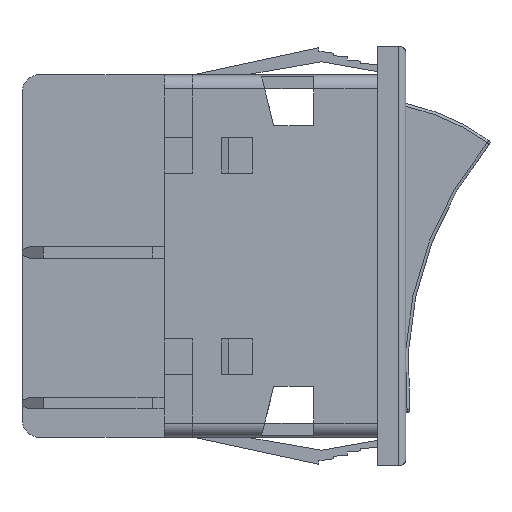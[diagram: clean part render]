
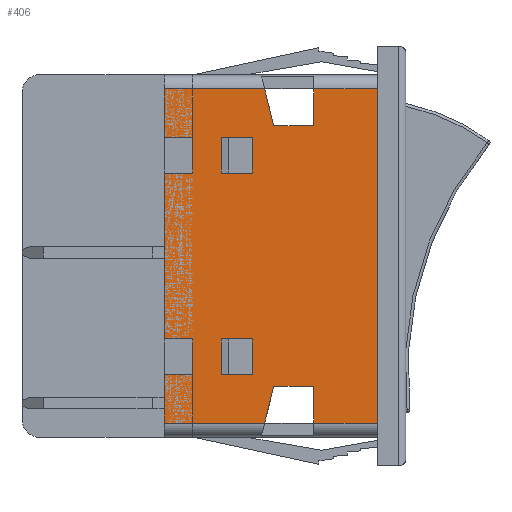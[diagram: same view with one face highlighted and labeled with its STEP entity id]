
A CAD part, front view. The second image highlights one B-rep face of the part: STEP entity #406.
In plain terms, the highlighted planar face has unit normal (0, -1, 0).
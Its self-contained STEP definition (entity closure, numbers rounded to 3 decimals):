
#406=ADVANCED_FACE('',(#788,#789,#790),#613,.F.);
#613=PLANE('',#3946);
#788=FACE_BOUND('',#817,.T.);
#789=FACE_BOUND('',#818,.T.);
#790=FACE_BOUND('',#819,.T.);
#817=EDGE_LOOP('',(#1041,#1042,#1043,#1044));
#818=EDGE_LOOP('',(#1045,#1046,#1047,#1048,#1049,#1050,#1051,#1052,#1053,
#1054,#1055,#1056,#1057,#1058,#1059,#1060,#1061,#1062,#1063,#1064));
#819=EDGE_LOOP('',(#1065,#1066,#1067,#1068));
#1041=ORIENTED_EDGE('',*,*,#2465,.T.);
#1042=ORIENTED_EDGE('',*,*,#2466,.T.);
#1043=ORIENTED_EDGE('',*,*,#2467,.T.);
#1044=ORIENTED_EDGE('',*,*,#2468,.T.);
#1045=ORIENTED_EDGE('',*,*,#2469,.T.);
#1046=ORIENTED_EDGE('',*,*,#2470,.T.);
#1047=ORIENTED_EDGE('',*,*,#2471,.T.);
#1048=ORIENTED_EDGE('',*,*,#2472,.T.);
#1049=ORIENTED_EDGE('',*,*,#2473,.T.);
#1050=ORIENTED_EDGE('',*,*,#2474,.F.);
#1051=ORIENTED_EDGE('',*,*,#2475,.F.);
#1052=ORIENTED_EDGE('',*,*,#2476,.F.);
#1053=ORIENTED_EDGE('',*,*,#2477,.T.);
#1054=ORIENTED_EDGE('',*,*,#2478,.T.);
#1055=ORIENTED_EDGE('',*,*,#2479,.F.);
#1056=ORIENTED_EDGE('',*,*,#2480,.F.);
#1057=ORIENTED_EDGE('',*,*,#2481,.F.);
#1058=ORIENTED_EDGE('',*,*,#2482,.T.);
#1059=ORIENTED_EDGE('',*,*,#2483,.T.);
#1060=ORIENTED_EDGE('',*,*,#2484,.T.);
#1061=ORIENTED_EDGE('',*,*,#2485,.T.);
#1062=ORIENTED_EDGE('',*,*,#2486,.T.);
#1063=ORIENTED_EDGE('',*,*,#2487,.T.);
#1064=ORIENTED_EDGE('',*,*,#2488,.T.);
#1065=ORIENTED_EDGE('',*,*,#2489,.F.);
#1066=ORIENTED_EDGE('',*,*,#2490,.T.);
#1067=ORIENTED_EDGE('',*,*,#2491,.F.);
#1068=ORIENTED_EDGE('',*,*,#2492,.F.);
#2113=VERTEX_POINT('',#5229);
#2114=VERTEX_POINT('',#5230);
#2115=VERTEX_POINT('',#5232);
#2116=VERTEX_POINT('',#5234);
#2117=VERTEX_POINT('',#5237);
#2118=VERTEX_POINT('',#5238);
#2119=VERTEX_POINT('',#5240);
#2120=VERTEX_POINT('',#5242);
#2121=VERTEX_POINT('',#5244);
#2122=VERTEX_POINT('',#5246);
#2123=VERTEX_POINT('',#5248);
#2124=VERTEX_POINT('',#5250);
#2125=VERTEX_POINT('',#5252);
#2126=VERTEX_POINT('',#5254);
#2127=VERTEX_POINT('',#5256);
#2128=VERTEX_POINT('',#5258);
#2129=VERTEX_POINT('',#5260);
#2130=VERTEX_POINT('',#5262);
#2131=VERTEX_POINT('',#5264);
#2132=VERTEX_POINT('',#5266);
#2133=VERTEX_POINT('',#5268);
#2134=VERTEX_POINT('',#5270);
#2135=VERTEX_POINT('',#5272);
#2136=VERTEX_POINT('',#5274);
#2137=VERTEX_POINT('',#5277);
#2138=VERTEX_POINT('',#5278);
#2139=VERTEX_POINT('',#5280);
#2140=VERTEX_POINT('',#5282);
#2465=EDGE_CURVE('',#2113,#2114,#3001,.T.);
#2466=EDGE_CURVE('',#2114,#2115,#3002,.T.);
#2467=EDGE_CURVE('',#2115,#2116,#3003,.T.);
#2468=EDGE_CURVE('',#2116,#2113,#3004,.T.);
#2469=EDGE_CURVE('',#2117,#2118,#3005,.T.);
#2470=EDGE_CURVE('',#2118,#2119,#3006,.T.);
#2471=EDGE_CURVE('',#2119,#2120,#3007,.T.);
#2472=EDGE_CURVE('',#2120,#2121,#3008,.T.);
#2473=EDGE_CURVE('',#2121,#2122,#3009,.T.);
#2474=EDGE_CURVE('',#2123,#2122,#3010,.T.);
#2475=EDGE_CURVE('',#2124,#2123,#3011,.T.);
#2476=EDGE_CURVE('',#2125,#2124,#3012,.T.);
#2477=EDGE_CURVE('',#2125,#2126,#3013,.T.);
#2478=EDGE_CURVE('',#2126,#2127,#3014,.T.);
#2479=EDGE_CURVE('',#2128,#2127,#3015,.T.);
#2480=EDGE_CURVE('',#2129,#2128,#3016,.T.);
#2481=EDGE_CURVE('',#2130,#2129,#3017,.T.);
#2482=EDGE_CURVE('',#2130,#2131,#3018,.T.);
#2483=EDGE_CURVE('',#2131,#2132,#3019,.T.);
#2484=EDGE_CURVE('',#2132,#2133,#3020,.T.);
#2485=EDGE_CURVE('',#2133,#2134,#3021,.T.);
#2486=EDGE_CURVE('',#2134,#2135,#3022,.T.);
#2487=EDGE_CURVE('',#2135,#2136,#3023,.T.);
#2488=EDGE_CURVE('',#2136,#2117,#3024,.T.);
#2489=EDGE_CURVE('',#2137,#2138,#3025,.T.);
#2490=EDGE_CURVE('',#2137,#2139,#3026,.T.);
#2491=EDGE_CURVE('',#2140,#2139,#3027,.T.);
#2492=EDGE_CURVE('',#2138,#2140,#3028,.T.);
#3001=LINE('',#5228,#3473);
#3002=LINE('',#5231,#3474);
#3003=LINE('',#5233,#3475);
#3004=LINE('',#5235,#3476);
#3005=LINE('',#5236,#3477);
#3006=LINE('',#5239,#3478);
#3007=LINE('',#5241,#3479);
#3008=LINE('',#5243,#3480);
#3009=LINE('',#5245,#3481);
#3010=LINE('',#5247,#3482);
#3011=LINE('',#5249,#3483);
#3012=LINE('',#5251,#3484);
#3013=LINE('',#5253,#3485);
#3014=LINE('',#5255,#3486);
#3015=LINE('',#5257,#3487);
#3016=LINE('',#5259,#3488);
#3017=LINE('',#5261,#3489);
#3018=LINE('',#5263,#3490);
#3019=LINE('',#5265,#3491);
#3020=LINE('',#5267,#3492);
#3021=LINE('',#5269,#3493);
#3022=LINE('',#5271,#3494);
#3023=LINE('',#5273,#3495);
#3024=LINE('',#5275,#3496);
#3025=LINE('',#5276,#3497);
#3026=LINE('',#5279,#3498);
#3027=LINE('',#5281,#3499);
#3028=LINE('',#5283,#3500);
#3473=VECTOR('',#4217,1.);
#3474=VECTOR('',#4218,1.);
#3475=VECTOR('',#4219,1.);
#3476=VECTOR('',#4220,1.);
#3477=VECTOR('',#4221,1.);
#3478=VECTOR('',#4222,1.);
#3479=VECTOR('',#4223,1.);
#3480=VECTOR('',#4224,1.);
#3481=VECTOR('',#4225,1.);
#3482=VECTOR('',#4226,1.);
#3483=VECTOR('',#4227,1.);
#3484=VECTOR('',#4228,1.);
#3485=VECTOR('',#4229,1.);
#3486=VECTOR('',#4230,1.);
#3487=VECTOR('',#4231,1.);
#3488=VECTOR('',#4232,1.);
#3489=VECTOR('',#4233,1.);
#3490=VECTOR('',#4234,1.);
#3491=VECTOR('',#4235,1.);
#3492=VECTOR('',#4236,1.);
#3493=VECTOR('',#4237,1.);
#3494=VECTOR('',#4238,1.);
#3495=VECTOR('',#4239,1.);
#3496=VECTOR('',#4240,1.);
#3497=VECTOR('',#4241,1.);
#3498=VECTOR('',#4242,1.);
#3499=VECTOR('',#4243,1.);
#3500=VECTOR('',#4244,1.);
#3946=AXIS2_PLACEMENT_3D('',#5284,#4245,#4246);
#4217=DIRECTION('',(0.,0.,1.));
#4218=DIRECTION('',(1.,0.,0.));
#4219=DIRECTION('',(0.,0.,-1.));
#4220=DIRECTION('',(-1.,0.,0.));
#4221=DIRECTION('',(0.,0.,-1.));
#4222=DIRECTION('',(1.,0.,0.));
#4223=DIRECTION('',(0.,0.,-1.));
#4224=DIRECTION('',(-1.,0.,0.));
#4225=DIRECTION('',(0.,0.,-1.));
#4226=DIRECTION('',(-1.,0.,0.));
#4227=DIRECTION('',(0.,0.,1.));
#4228=DIRECTION('',(1.,0.,0.));
#4229=DIRECTION('',(0.,0.,-1.));
#4230=DIRECTION('',(1.,0.,0.));
#4231=DIRECTION('',(-0.236,0.,-0.972));
#4232=DIRECTION('',(-1.,0.,0.));
#4233=DIRECTION('',(0.,0.,1.));
#4234=DIRECTION('',(1.,0.,0.));
#4235=DIRECTION('',(0.,0.,1.));
#4236=DIRECTION('',(-1.,0.,0.));
#4237=DIRECTION('',(0.,0.,-1.));
#4238=DIRECTION('',(-1.,0.,0.));
#4239=DIRECTION('',(-0.236,0.,0.972));
#4240=DIRECTION('',(-1.,0.,0.));
#4241=DIRECTION('',(1.,0.,0.));
#4242=DIRECTION('',(0.,0.,1.));
#4243=DIRECTION('',(-1.,0.,0.));
#4244=DIRECTION('',(0.,0.,1.));
#4245=DIRECTION('',(0.,1.,0.));
#4246=DIRECTION('',(-1.,0.,0.));
#5228=CARTESIAN_POINT('',(4.,0.,6.916));
#5229=CARTESIAN_POINT('',(4.,0.,4.416));
#5230=CARTESIAN_POINT('',(4.,0.,6.916));
#5231=CARTESIAN_POINT('',(4.5,0.,6.916));
#5232=CARTESIAN_POINT('',(6.2,0.,6.916));
#5233=CARTESIAN_POINT('',(6.2,0.,6.916));
#5234=CARTESIAN_POINT('',(6.2,0.,4.416));
#5235=CARTESIAN_POINT('',(6.2,0.,4.416));
#5236=CARTESIAN_POINT('',(0.,0.,25.5));
#5237=CARTESIAN_POINT('',(0.,0.,24.5));
#5238=CARTESIAN_POINT('',(0.,0.,21.084));
#5239=CARTESIAN_POINT('',(0.,0.,21.084));
#5240=CARTESIAN_POINT('',(2.,0.,21.084));
#5241=CARTESIAN_POINT('',(2.,0.,21.084));
#5242=CARTESIAN_POINT('',(2.,0.,18.584));
#5243=CARTESIAN_POINT('',(2.,0.,18.584));
#5244=CARTESIAN_POINT('',(0.,0.,18.584));
#5245=CARTESIAN_POINT('',(0.,0.,25.5));
#5246=CARTESIAN_POINT('',(0.,0.,6.916));
#5247=CARTESIAN_POINT('',(2.,0.,6.916));
#5248=CARTESIAN_POINT('',(2.,0.,6.916));
#5249=CARTESIAN_POINT('',(2.,0.,4.416));
#5250=CARTESIAN_POINT('',(2.,0.,4.416));
#5251=CARTESIAN_POINT('',(0.,0.,4.416));
#5252=CARTESIAN_POINT('',(0.,0.,4.416));
#5253=CARTESIAN_POINT('',(0.,0.,25.5));
#5254=CARTESIAN_POINT('',(0.,0.,1.));
#5255=CARTESIAN_POINT('',(0.,0.,1.));
#5256=CARTESIAN_POINT('',(7.069,0.,1.));
#5257=CARTESIAN_POINT('',(7.7,0.,3.6));
#5258=CARTESIAN_POINT('',(7.7,0.,3.6));
#5259=CARTESIAN_POINT('',(10.5,0.,3.6));
#5260=CARTESIAN_POINT('',(10.5,0.,3.6));
#5261=CARTESIAN_POINT('',(10.5,0.,1.));
#5262=CARTESIAN_POINT('',(10.5,0.,1.));
#5263=CARTESIAN_POINT('',(12.75,0.,1.));
#5264=CARTESIAN_POINT('',(15.,0.,1.));
#5265=CARTESIAN_POINT('',(15.,0.,0.));
#5266=CARTESIAN_POINT('',(15.,0.,24.5));
#5267=CARTESIAN_POINT('',(12.75,0.,24.5));
#5268=CARTESIAN_POINT('',(10.5,0.,24.5));
#5269=CARTESIAN_POINT('',(10.5,0.,24.5));
#5270=CARTESIAN_POINT('',(10.5,0.,21.9));
#5271=CARTESIAN_POINT('',(10.5,0.,21.9));
#5272=CARTESIAN_POINT('',(7.7,0.,21.9));
#5273=CARTESIAN_POINT('',(7.7,0.,21.9));
#5274=CARTESIAN_POINT('',(7.069,0.,24.5));
#5275=CARTESIAN_POINT('',(0.,0.,24.5));
#5276=CARTESIAN_POINT('',(4.5,0.,18.584));
#5277=CARTESIAN_POINT('',(4.,0.,18.584));
#5278=CARTESIAN_POINT('',(6.2,0.,18.584));
#5279=CARTESIAN_POINT('',(4.,0.,25.5));
#5280=CARTESIAN_POINT('',(4.,0.,21.084));
#5281=CARTESIAN_POINT('',(6.2,0.,21.084));
#5282=CARTESIAN_POINT('',(6.2,0.,21.084));
#5283=CARTESIAN_POINT('',(6.2,0.,18.584));
#5284=CARTESIAN_POINT('',(0.,0.,25.5));
